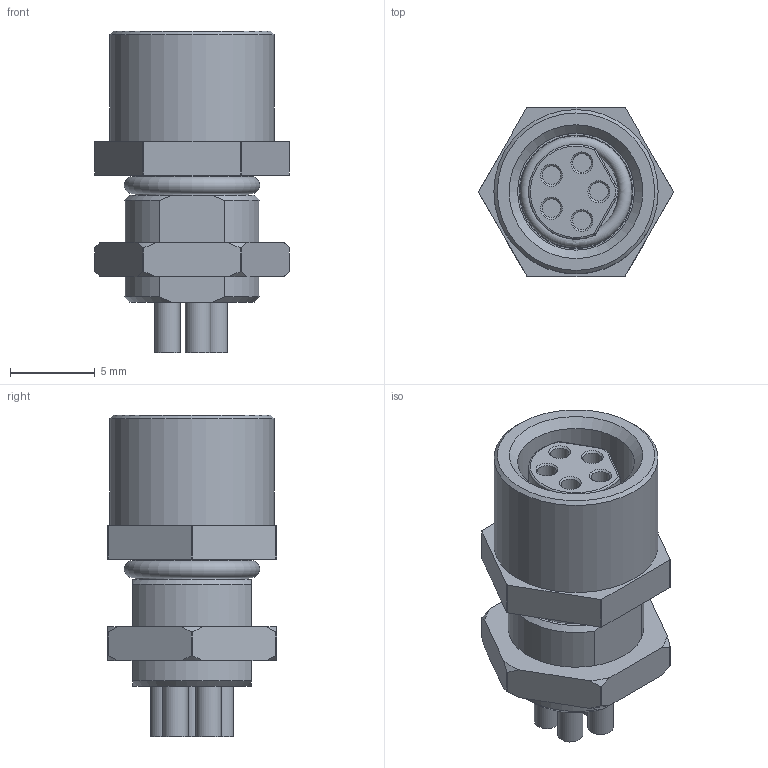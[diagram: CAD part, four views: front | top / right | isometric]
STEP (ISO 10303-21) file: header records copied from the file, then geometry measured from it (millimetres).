
FILE_DESCRIPTION(/* description */ (''),/* implementation_level */ '2;1');
FILE_NAME(/* name */ 'FSKB52-L-M8.stp',/* time_stamp */ '2018-06-13T10:02:15+08:00',/* author */ (''),/* organization */ (''),/* preprocessor_version */ 'ST-DEVELOPER v14',/* originating_system */ 'SIEMENS PLM Software NX 8.0',/* authorisation */ '');
FILE_SCHEMA (('AUTOMOTIVE_DESIGN { 1 0 10303 214 3 1 1 1 }'));
Length unit declared in the file: millimetre
Products named in the file (1): DELL1294E5788o2x
Bounding box: 11.5 x 10 x 19 mm (x, y, z)
Volume: 929.1 mm3; surface area: 1471.5 mm2
Topology: 1 solids, 1 shells, 199 faces, 461 edges, 302 vertices
Faces by surface type: plane 79, cylinder 73, cone 35, torus 10, sphere 2
Full cylindrical faces by diameter (mm): 1 x5, 1.1 x5, 1.5 x5, 1.6 x5, 6.4 x1, 6.7 x2, 6.9 x1, 8.5 x1, 9.7 x1
Entity records: 6709 total; most frequent: CARTESIAN_POINT 1364, DIRECTION 935, ORIENTED_EDGE 816, EDGE_CURVE 408, AXIS2_PLACEMENT_3D 387, VERTEX_POINT 288, EDGE_LOOP 280, ADVANCED_FACE 199
